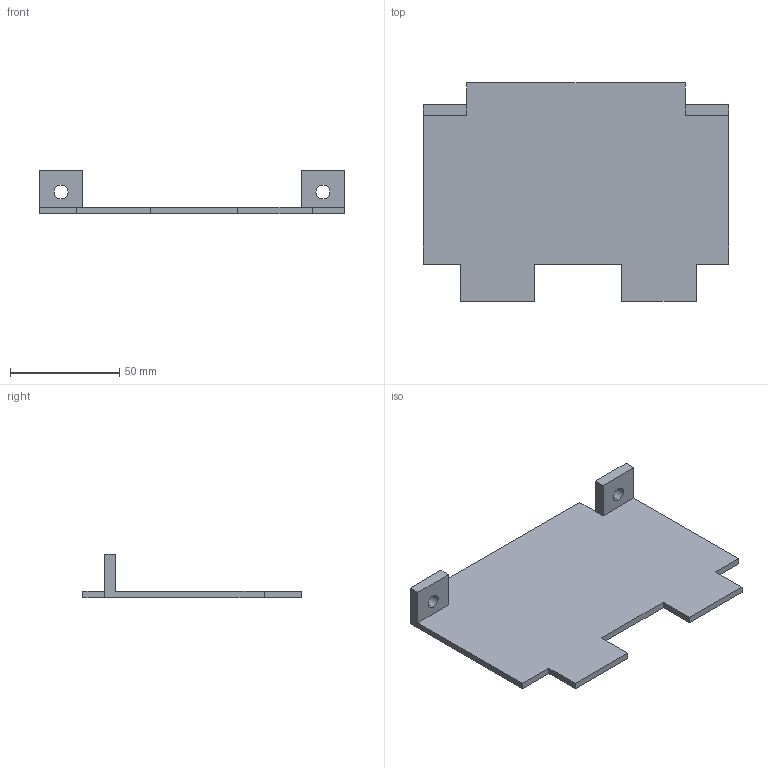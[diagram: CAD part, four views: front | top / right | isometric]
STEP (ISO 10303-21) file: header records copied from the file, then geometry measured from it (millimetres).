
FILE_DESCRIPTION((''),'2;1');
FILE_NAME('MUR_CHARGEUR','2025-02-28T11:30:43',('boure'),(''),'CREO PARAMETRIC BY PTC INC, 2024063','CREO PARAMETRIC BY PTC INC, 2024063','');
FILE_SCHEMA(('CONFIG_CONTROL_DESIGN'));
Length unit declared in the file: millimetre
Products named in the file (1): MUR_CHARGEUR
Bounding box: 140 x 100 x 20 mm (x, y, z)
Volume: 40206.1 mm3; surface area: 28066.4 mm2
Topology: 1 solids, 1 shells, 28 faces, 76 edges, 50 vertices
Faces by surface type: plane 24, cylinder 4
Entity records: 918 total; most frequent: CARTESIAN_POINT 154, ORIENTED_EDGE 152, DIRECTION 140, EDGE_CURVE 76, VECTOR 68, LINE 68, VERTEX_POINT 50, AXIS2_PLACEMENT_3D 36
